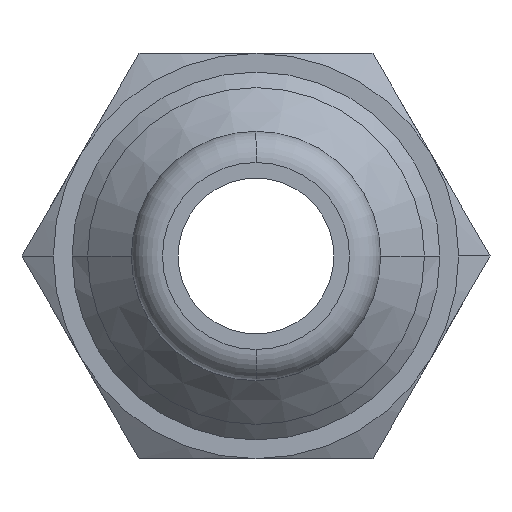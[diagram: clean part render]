
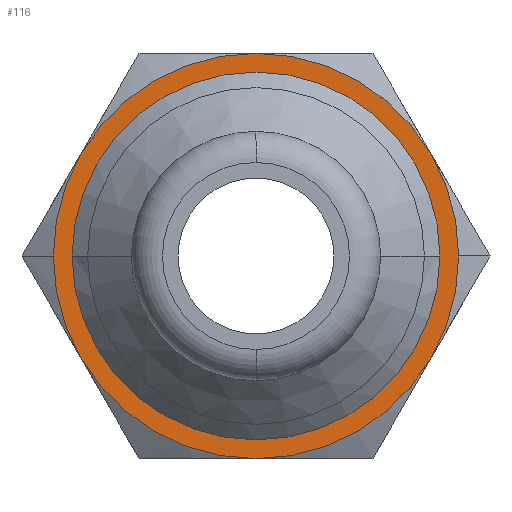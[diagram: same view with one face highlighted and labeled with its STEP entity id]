
A CAD part, front view. The second image highlights one B-rep face of the part: STEP entity #116.
In plain terms, the highlighted planar face has unit normal (0, -1, 0).
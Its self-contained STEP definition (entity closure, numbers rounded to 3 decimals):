
#116=ADVANCED_FACE('',(#253,#254),#255,.T.);
#253=FACE_OUTER_BOUND('',#408,.T.);
#254=FACE_BOUND('',#409,.T.);
#255=PLANE('',#410);
#408=EDGE_LOOP('',(#671,#672,#673,#674,#675,#676,#677,#678));
#409=EDGE_LOOP('',(#679,#680));
#410=AXIS2_PLACEMENT_3D('',#681,#682,#683);
#671=ORIENTED_EDGE('',*,*,#958,.F.);
#672=ORIENTED_EDGE('',*,*,#983,.F.);
#673=ORIENTED_EDGE('',*,*,#902,.F.);
#674=ORIENTED_EDGE('',*,*,#980,.F.);
#675=ORIENTED_EDGE('',*,*,#984,.F.);
#676=ORIENTED_EDGE('',*,*,#985,.F.);
#677=ORIENTED_EDGE('',*,*,#986,.F.);
#678=ORIENTED_EDGE('',*,*,#921,.F.);
#679=ORIENTED_EDGE('',*,*,#977,.F.);
#680=ORIENTED_EDGE('',*,*,#971,.F.);
#681=CARTESIAN_POINT('',(3.25,24.0,0.0));
#682=DIRECTION('',(-0.0,-1.0,-0.0));
#683=DIRECTION('',(-1.0,0.0,0.0));
#902=EDGE_CURVE('',#1063,#1065,#1066,.T.);
#921=EDGE_CURVE('',#1096,#1099,#1100,.T.);
#958=EDGE_CURVE('',#1136,#1096,#1156,.T.);
#971=EDGE_CURVE('',#1172,#1174,#1175,.T.);
#977=EDGE_CURVE('',#1174,#1172,#1181,.T.);
#980=EDGE_CURVE('',#1183,#1063,#1185,.T.);
#983=EDGE_CURVE('',#1065,#1136,#1188,.T.);
#984=EDGE_CURVE('',#1147,#1183,#1189,.T.);
#985=EDGE_CURVE('',#1190,#1147,#1191,.T.);
#986=EDGE_CURVE('',#1099,#1190,#1192,.T.);
#1063=VERTEX_POINT('',#1277);
#1065=VERTEX_POINT('',#1290);
#1066=CIRCLE('',#1291,6.5);
#1096=VERTEX_POINT('',#1334);
#1099=VERTEX_POINT('',#1338);
#1100=CIRCLE('',#1339,6.5);
#1136=VERTEX_POINT('',#1424);
#1147=VERTEX_POINT('',#1481);
#1156=CIRCLE('',#1525,6.5);
#1172=VERTEX_POINT('',#1566);
#1174=VERTEX_POINT('',#1569);
#1175=CIRCLE('',#1570,5.9);
#1181=CIRCLE('',#1588,5.9);
#1183=VERTEX_POINT('',#1590);
#1185=CIRCLE('',#1593,6.5);
#1188=CIRCLE('',#1607,6.5);
#1189=CIRCLE('',#1608,6.5);
#1190=VERTEX_POINT('',#1609);
#1191=CIRCLE('',#1610,6.5);
#1192=CIRCLE('',#1611,6.5);
#1277=CARTESIAN_POINT('',(-5.629,24.0,3.25));
#1290=CARTESIAN_POINT('',(0.,24.0,6.5));
#1291=AXIS2_PLACEMENT_3D('',#1776,#1777,#1778);
#1334=CARTESIAN_POINT('',(6.5,24.0,0.));
#1338=CARTESIAN_POINT('',(5.629,24.0,-3.25));
#1339=AXIS2_PLACEMENT_3D('',#1815,#1816,#1817);
#1424=CARTESIAN_POINT('',(5.629,24.0,3.25));
#1481=CARTESIAN_POINT('',(-5.629,24.0,-3.25));
#1525=AXIS2_PLACEMENT_3D('',#1851,#1852,#1853);
#1566=CARTESIAN_POINT('',(5.9,24.0,0.));
#1569=CARTESIAN_POINT('',(-5.9,24.0,0.));
#1570=AXIS2_PLACEMENT_3D('',#1864,#1865,#1866);
#1588=AXIS2_PLACEMENT_3D('',#1871,#1872,#1873);
#1590=CARTESIAN_POINT('',(-6.5,24.0,0.));
#1593=AXIS2_PLACEMENT_3D('',#1875,#1876,#1877);
#1607=AXIS2_PLACEMENT_3D('',#1878,#1879,#1880);
#1608=AXIS2_PLACEMENT_3D('',#1881,#1882,#1883);
#1609=CARTESIAN_POINT('',(0.0,24.0,-6.5));
#1610=AXIS2_PLACEMENT_3D('',#1884,#1885,#1886);
#1611=AXIS2_PLACEMENT_3D('',#1887,#1888,#1889);
#1776=CARTESIAN_POINT('',(0.0,24.0,0.0));
#1777=DIRECTION('',(-0.0,1.0,0.0));
#1778=DIRECTION('',(1.0,0.0,0.0));
#1815=CARTESIAN_POINT('',(0.0,24.0,0.0));
#1816=DIRECTION('',(-0.0,1.0,0.0));
#1817=DIRECTION('',(1.0,0.0,0.0));
#1851=CARTESIAN_POINT('',(0.0,24.0,0.0));
#1852=DIRECTION('',(-0.0,1.0,0.0));
#1853=DIRECTION('',(1.0,0.0,0.0));
#1864=CARTESIAN_POINT('',(0.0,24.0,0.0));
#1865=DIRECTION('',(0.0,-1.0,0.0));
#1866=DIRECTION('',(1.0,0.0,0.0));
#1871=CARTESIAN_POINT('',(0.0,24.0,0.0));
#1872=DIRECTION('',(0.0,-1.0,0.0));
#1873=DIRECTION('',(1.0,0.0,0.0));
#1875=CARTESIAN_POINT('',(0.0,24.0,0.0));
#1876=DIRECTION('',(-0.0,1.0,0.0));
#1877=DIRECTION('',(1.0,0.0,0.0));
#1878=CARTESIAN_POINT('',(0.0,24.0,0.0));
#1879=DIRECTION('',(-0.0,1.0,0.0));
#1880=DIRECTION('',(1.0,0.0,0.0));
#1881=CARTESIAN_POINT('',(0.0,24.0,0.0));
#1882=DIRECTION('',(-0.0,1.0,0.0));
#1883=DIRECTION('',(1.0,0.0,0.0));
#1884=CARTESIAN_POINT('',(0.0,24.0,0.0));
#1885=DIRECTION('',(-0.0,1.0,0.0));
#1886=DIRECTION('',(1.0,0.0,0.0));
#1887=CARTESIAN_POINT('',(0.0,24.0,0.0));
#1888=DIRECTION('',(-0.0,1.0,0.0));
#1889=DIRECTION('',(1.0,0.0,0.0));
